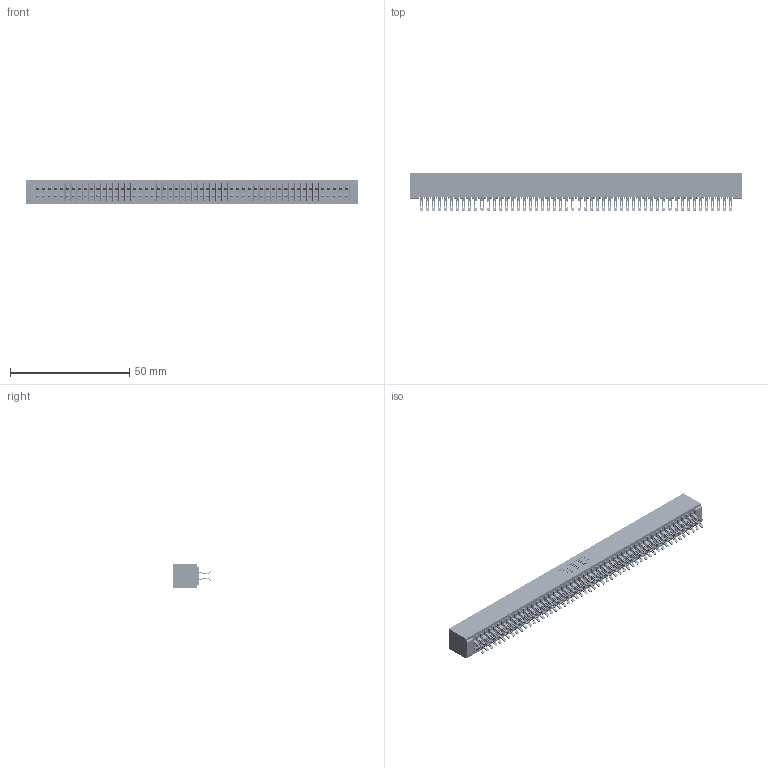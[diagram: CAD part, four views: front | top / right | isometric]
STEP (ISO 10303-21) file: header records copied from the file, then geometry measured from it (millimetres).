
FILE_DESCRIPTION (( 'STEP AP203' ), '1' );
FILE_NAME ('391-104-555-201.STEP', '2018-08-09T20:25:34', ( '' ), ( '' ), 'SwSTEP 2.0', 'SolidWorks 2016', '' );
FILE_SCHEMA (( 'CONFIG_CONTROL_DESIGN' ));
Length unit declared in the file: inch
Products named in the file (3): 341 Part_No Mounting Lugs; 341-292-001_341-292-155; 391-104-555-201
Assembly tree (105 placements, depth 2):
  391-104-555-201
    341 Part_No Mounting Lugs
    341-292-001_341-292-155  x104
Bounding box: 139.06 x 16.31 x 10.16 mm (x, y, z)
Volume: 10646.1 mm3; surface area: 20724.9 mm2
Topology: 105 solids, 105 shells, 8220 faces, 24576 edges, 15998 vertices
Faces by surface type: plane 4432, cylinder 3580, sphere 106, torus 102
Entity records: 61791 total; most frequent: CARTESIAN_POINT 10286, ORIENTED_EDGE 10212, DIRECTION 9964, EDGE_CURVE 5106, VECTOR 4124, LINE 4124, VERTEX_POINT 3226, AXIS2_PLACEMENT_3D 2920
